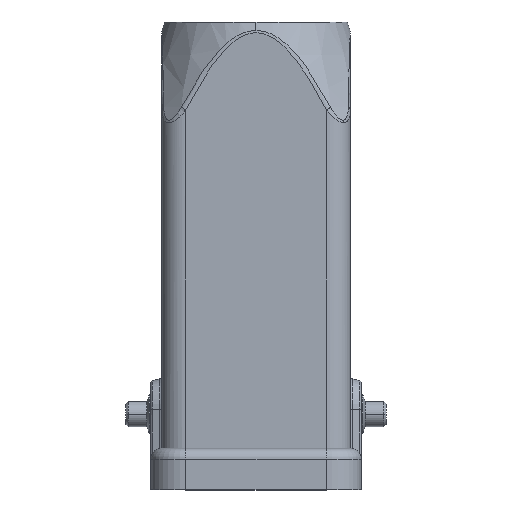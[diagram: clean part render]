
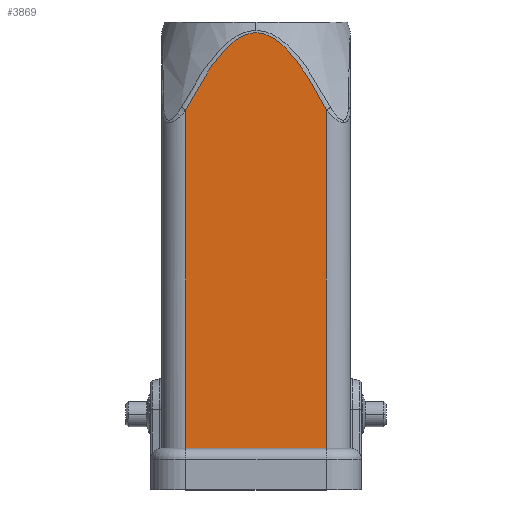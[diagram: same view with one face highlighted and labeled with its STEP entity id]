
A CAD part, top view. The second image highlights one B-rep face of the part: STEP entity #3869.
In plain terms, the highlighted planar face has unit normal (0, 0, 1).
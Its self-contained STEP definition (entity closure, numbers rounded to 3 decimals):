
#147=CARTESIAN_POINT('',(-9.,48.753,12.1));
#175=CARTESIAN_POINT('',(-9.,48.753,12.1));
#176=CARTESIAN_POINT('',(-8.512,49.703,12.1));
#177=CARTESIAN_POINT('',(-7.458,51.658,12.1));
#178=CARTESIAN_POINT('',(-6.01,53.978,12.1));
#179=CARTESIAN_POINT('',(-4.723,55.663,12.1));
#180=CARTESIAN_POINT('',(-3.803,56.683,12.1));
#181=CARTESIAN_POINT('',(-2.896,57.493,12.1));
#182=CARTESIAN_POINT('',(-2.002,58.088,12.1));
#183=CARTESIAN_POINT('',(-1.135,58.461,12.1));
#184=CARTESIAN_POINT('',(-0.295,58.625,12.1));
#185=CARTESIAN_POINT('',(0.529,58.599,12.1));
#186=CARTESIAN_POINT('',(1.371,58.379,12.1));
#187=CARTESIAN_POINT('',(2.238,57.951,12.1));
#188=CARTESIAN_POINT('',(3.128,57.305,12.1));
#189=CARTESIAN_POINT('',(4.031,56.448,12.1));
#190=CARTESIAN_POINT('',(5.281,54.999,12.1));
#191=CARTESIAN_POINT('',(7.019,52.455,12.1));
#192=CARTESIAN_POINT('',(8.278,50.158,12.1));
#193=CARTESIAN_POINT('',(9.,48.753,12.1));
#281=DIRECTION('',(0.,-1.,0.));
#282=VECTOR('',#281,43.453);
#283=CARTESIAN_POINT('',(9.,48.753,12.1));
#284=LINE('',#283,#282);
#293=DIRECTION('',(0.,1.,0.));
#294=VECTOR('',#293,43.453);
#295=CARTESIAN_POINT('',(-9.,5.3,12.1));
#296=LINE('',#295,#294);
#752=DIRECTION('',(-1.,0.,0.));
#753=VECTOR('',#752,18.);
#754=CARTESIAN_POINT('',(9.,5.3,12.1));
#755=LINE('',#754,#753);
#2675=CARTESIAN_POINT('',(9.,48.753,12.1));
#3048=VERTEX_POINT('',#2675);
#3049=VERTEX_POINT('',#147);
#3051=CARTESIAN_POINT('',(9.,5.3,12.1));
#3052=VERTEX_POINT('',#3051);
#3055=CARTESIAN_POINT('',(-9.,5.3,12.1));
#3056=VERTEX_POINT('',#3055);
#3856=CARTESIAN_POINT('',(-9.,5.3,12.1));
#3857=DIRECTION('',(0.,0.,1.));
#3858=DIRECTION('',(1.,0.,0.));
#3859=AXIS2_PLACEMENT_3D('',#3856,#3857,#3858);
#3860=PLANE('',#3859);
#3862=ORIENTED_EDGE('',*,*,#3861,.T.);
#3863=ORIENTED_EDGE('',*,*,#3771,.T.);
#3864=ORIENTED_EDGE('',*,*,#3845,.T.);
#3866=ORIENTED_EDGE('',*,*,#3865,.T.);
#3867=EDGE_LOOP('',(#3862,#3863,#3864,#3866));
#3868=FACE_OUTER_BOUND('',#3867,.F.);
#3869=ADVANCED_FACE('',(#3868),#3860,.T.);
#194=B_SPLINE_CURVE_WITH_KNOTS('',3,(#175,#176,#177,#178,#179,#180,#181,#182,
#183,#184,#185,#186,#187,#188,#189,#190,#191,#192,#193),.UNSPECIFIED.,.F.,.F.,
(4,1,1,1,1,1,1,1,1,1,1,1,1,1,1,1,4),(0.,0.115,0.238,
0.294,0.343,0.387,0.425,
0.459,0.49,0.519,0.55,
0.584,0.624,0.669,0.719,
0.83,1.),.UNSPECIFIED.);
#3771=EDGE_CURVE('',#3049,#3048,#194,.T.);
#3845=EDGE_CURVE('',#3048,#3052,#284,.T.);
#3861=EDGE_CURVE('',#3056,#3049,#296,.T.);
#3865=EDGE_CURVE('',#3052,#3056,#755,.T.);
